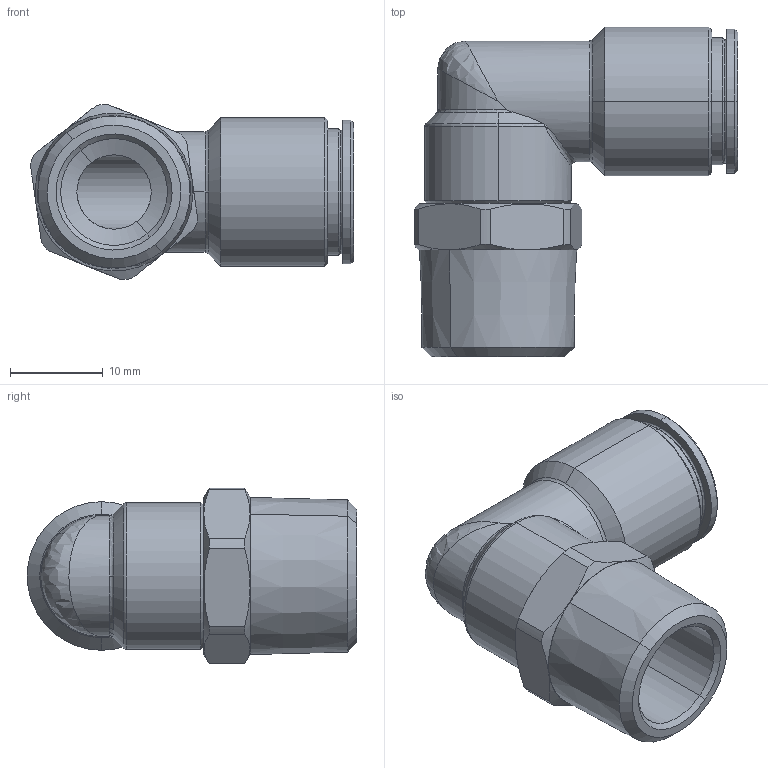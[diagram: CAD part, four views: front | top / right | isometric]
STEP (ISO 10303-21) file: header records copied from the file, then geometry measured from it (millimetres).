
FILE_DESCRIPTION (( 'STEP AP203' ), '1' );
FILE_NAME ('X0050053.STEP', '2010-09-24T06:07:07', ( '' ), ( 'sopra-pneumatic' ), 'SwSTEP 2.0', 'SolidWorks 2009', '' );
FILE_SCHEMA (( 'CONFIG_CONTROL_DESIGN' ));
Length unit declared in the file: millimetre
Products named in the file (1): X0050053
Bounding box: 34.82 x 35.5 x 18.94 mm (x, y, z)
Volume: 5898.3 mm3; surface area: 4638.6 mm2
Topology: 1 solids, 1 shells, 86 faces, 204 edges, 122 vertices
Faces by surface type: cone 31, cylinder 27, plane 13, torus 11, bspline 4
Entity records: 3781 total; most frequent: CARTESIAN_POINT 1750, DIRECTION 430, ORIENTED_EDGE 404, EDGE_CURVE 202, AXIS2_PLACEMENT_3D 187, VERTEX_POINT 122, CIRCLE 104, EDGE_LOOP 92
